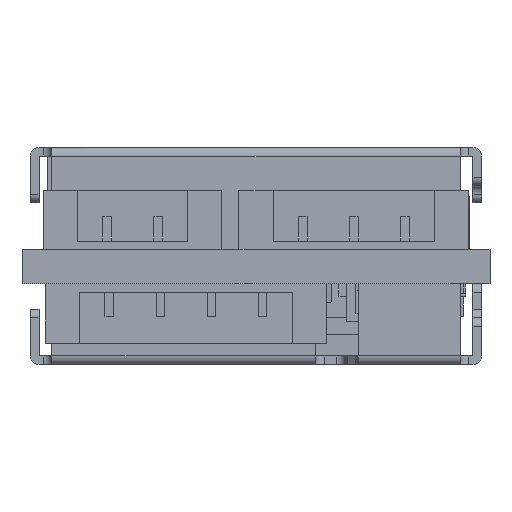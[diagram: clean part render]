
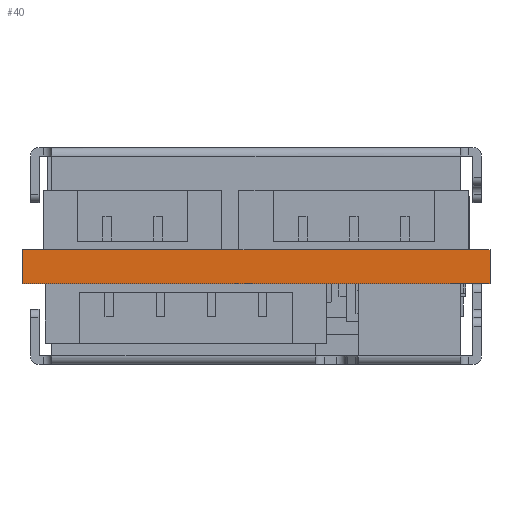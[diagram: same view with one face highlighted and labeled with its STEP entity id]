
A CAD part, front view. The second image highlights one B-rep face of the part: STEP entity #40.
In plain terms, the highlighted planar face has unit normal (0, -1, 0).
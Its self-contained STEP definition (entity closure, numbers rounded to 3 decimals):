
#40=ADVANCED_FACE('',(#1458),#19656,.T.);
#1458=FACE_OUTER_BOUND('',#2857,.T.);
#2857=EDGE_LOOP('',(#4984,#4985,#4986,#4987));
#4984=ORIENTED_EDGE('',*,*,#11584,.T.);
#4985=ORIENTED_EDGE('',*,*,#11466,.T.);
#4986=ORIENTED_EDGE('',*,*,#11586,.T.);
#4987=ORIENTED_EDGE('',*,*,#10827,.F.);
#10827=EDGE_CURVE('',#17461,#17462,#14286,.T.);
#11466=EDGE_CURVE('',#18102,#18104,#14925,.T.);
#11584=EDGE_CURVE('',#17461,#18102,#15043,.T.);
#11586=EDGE_CURVE('',#18104,#17462,#15045,.T.);
#14286=B_SPLINE_CURVE_WITH_KNOTS('',1,(#28014,#28015),.UNSPECIFIED.,.F.,
 .F.,(2,2),(-11.,0.),.UNSPECIFIED.);
#14925=B_SPLINE_CURVE_WITH_KNOTS('',1,(#29292,#29293),.UNSPECIFIED.,.F.,
 .F.,(2,2),(-11.,0.),.UNSPECIFIED.);
#15043=B_SPLINE_CURVE_WITH_KNOTS('',1,(#29528,#29529),.UNSPECIFIED.,.F.,
 .F.,(2,2),(0.,0.8),.UNSPECIFIED.);
#15045=B_SPLINE_CURVE_WITH_KNOTS('',1,(#29532,#29533),.UNSPECIFIED.,.F.,
 .F.,(2,2),(-0.8,0.),.UNSPECIFIED.);
#17461=VERTEX_POINT('',#25708);
#17462=VERTEX_POINT('',#25709);
#18102=VERTEX_POINT('',#26349);
#18104=VERTEX_POINT('',#26351);
#19656=PLANE('',#20845);
#20845=AXIS2_PLACEMENT_3D('',#23189,#22017,$);
#22017=DIRECTION('',(0.,-1.,0.));
#23189=CARTESIAN_POINT('',(10.141,14.5,-1.123));
#25708=CARTESIAN_POINT('',(8.8,14.5,-0.802));
#25709=CARTESIAN_POINT('',(-2.2,14.5,-0.802));
#26349=CARTESIAN_POINT('',(8.8,14.5,-0.002));
#26351=CARTESIAN_POINT('',(-2.2,14.5,-0.002));
#28014=CARTESIAN_POINT('',(8.8,14.5,-0.802));
#28015=CARTESIAN_POINT('',(-2.2,14.5,-0.802));
#29292=CARTESIAN_POINT('',(8.8,14.5,-0.002));
#29293=CARTESIAN_POINT('',(-2.2,14.5,-0.002));
#29528=CARTESIAN_POINT('',(8.8,14.5,-0.802));
#29529=CARTESIAN_POINT('',(8.8,14.5,-0.002));
#29532=CARTESIAN_POINT('',(-2.2,14.5,-0.002));
#29533=CARTESIAN_POINT('',(-2.2,14.5,-0.802));
